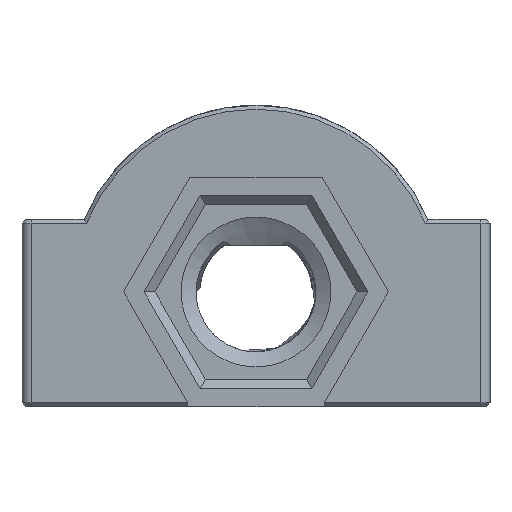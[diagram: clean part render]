
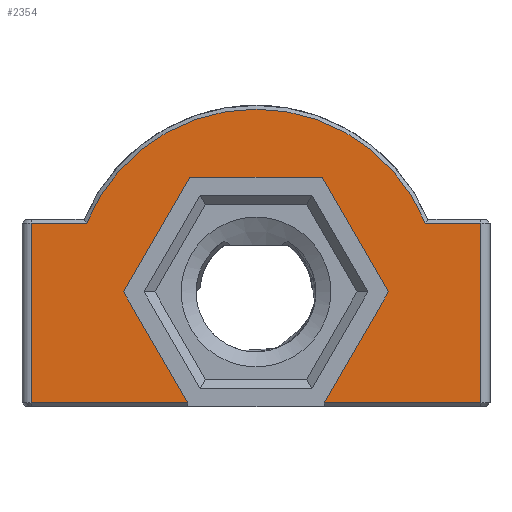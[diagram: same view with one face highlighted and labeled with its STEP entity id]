
A CAD part, front view. The second image highlights one B-rep face of the part: STEP entity #2354.
In plain terms, the highlighted planar face has unit normal (0, -1, 0).
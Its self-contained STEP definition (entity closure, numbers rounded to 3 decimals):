
#130=CIRCLE('',#2540,19.531);
#184=PLANE('',#2557);
#292=FACE_OUTER_BOUND('',#432,.T.);
#432=EDGE_LOOP('',(#1837,#1838,#1839,#1840,#1841,#1842,#1843,#1844,#1845,
#1846,#1847,#1848));
#630=LINE('',#3530,#860);
#641=LINE('',#3580,#871);
#645=LINE('',#3589,#875);
#646=LINE('',#3593,#876);
#647=LINE('',#3595,#877);
#648=LINE('',#3597,#878);
#649=LINE('',#3599,#879);
#650=LINE('',#3601,#880);
#651=LINE('',#3603,#881);
#652=LINE('',#3605,#882);
#653=LINE('',#3606,#883);
#860=VECTOR('',#2893,10.);
#871=VECTOR('',#2942,10.);
#875=VECTOR('',#2950,1.);
#876=VECTOR('',#2955,10.);
#877=VECTOR('',#2956,10.);
#878=VECTOR('',#2957,10.);
#879=VECTOR('',#2958,10.);
#880=VECTOR('',#2959,10.);
#881=VECTOR('',#2960,10.);
#882=VECTOR('',#2961,10.);
#883=VECTOR('',#2962,10.);
#1097=VERTEX_POINT('',#3525);
#1098=VERTEX_POINT('',#3529);
#1101=VERTEX_POINT('',#3545);
#1107=VERTEX_POINT('',#3576);
#1110=VERTEX_POINT('',#3588);
#1111=VERTEX_POINT('',#3592);
#1112=VERTEX_POINT('',#3594);
#1113=VERTEX_POINT('',#3596);
#1114=VERTEX_POINT('',#3598);
#1115=VERTEX_POINT('',#3600);
#1116=VERTEX_POINT('',#3602);
#1117=VERTEX_POINT('',#3604);
#1353=EDGE_CURVE('',#1097,#1098,#630,.T.);
#1359=EDGE_CURVE('',#1098,#1101,#130,.T.);
#1375=EDGE_CURVE('',#1101,#1107,#641,.T.);
#1379=EDGE_CURVE('',#1107,#1110,#645,.T.);
#1381=EDGE_CURVE('',#1111,#1097,#646,.T.);
#1382=EDGE_CURVE('',#1112,#1111,#647,.T.);
#1383=EDGE_CURVE('',#1112,#1113,#648,.T.);
#1384=EDGE_CURVE('',#1113,#1114,#649,.T.);
#1385=EDGE_CURVE('',#1114,#1115,#650,.T.);
#1386=EDGE_CURVE('',#1115,#1116,#651,.T.);
#1387=EDGE_CURVE('',#1116,#1117,#652,.T.);
#1388=EDGE_CURVE('',#1110,#1117,#653,.T.);
#1837=ORIENTED_EDGE('',*,*,#1375,.F.);
#1838=ORIENTED_EDGE('',*,*,#1359,.F.);
#1839=ORIENTED_EDGE('',*,*,#1353,.F.);
#1840=ORIENTED_EDGE('',*,*,#1381,.F.);
#1841=ORIENTED_EDGE('',*,*,#1382,.F.);
#1842=ORIENTED_EDGE('',*,*,#1383,.T.);
#1843=ORIENTED_EDGE('',*,*,#1384,.T.);
#1844=ORIENTED_EDGE('',*,*,#1385,.T.);
#1845=ORIENTED_EDGE('',*,*,#1386,.T.);
#1846=ORIENTED_EDGE('',*,*,#1387,.T.);
#1847=ORIENTED_EDGE('',*,*,#1388,.F.);
#1848=ORIENTED_EDGE('',*,*,#1379,.F.);
#2354=ADVANCED_FACE('',(#292),#184,.T.);
#2540=AXIS2_PLACEMENT_3D('',#3546,#2904,#2905);
#2557=AXIS2_PLACEMENT_3D('',#3591,#2953,#2954);
#2893=DIRECTION('',(1.,0.,0.));
#2904=DIRECTION('center_axis',(0.,1.,0.));
#2905=DIRECTION('ref_axis',(1.,0.,0.));
#2942=DIRECTION('',(1.,0.,0.));
#2950=DIRECTION('',(0.,0.,-1.));
#2953=DIRECTION('center_axis',(0.,-1.,0.));
#2954=DIRECTION('ref_axis',(-1.,0.,0.));
#2955=DIRECTION('',(0.,0.,1.));
#2956=DIRECTION('',(-1.,0.,0.));
#2957=DIRECTION('',(-0.5,0.,0.866));
#2958=DIRECTION('',(0.5,0.,0.866));
#2959=DIRECTION('',(1.,0.,0.));
#2960=DIRECTION('',(0.5,0.,-0.866));
#2961=DIRECTION('',(-0.5,0.,-0.866));
#2962=DIRECTION('',(-1.,0.,0.));
#3525=CARTESIAN_POINT('',(-24.,10.55,19.6));
#3529=CARTESIAN_POINT('',(-18.095,10.55,19.6));
#3530=CARTESIAN_POINT('',(12.5,10.55,19.6));
#3545=CARTESIAN_POINT('',(18.095,10.55,19.6));
#3546=CARTESIAN_POINT('Origin',(0.,10.55,12.25));
#3576=CARTESIAN_POINT('',(24.,10.55,19.6));
#3580=CARTESIAN_POINT('',(12.5,10.55,19.6));
#3588=CARTESIAN_POINT('',(24.,10.55,0.4));
#3589=CARTESIAN_POINT('',(24.,10.55,5.));
#3591=CARTESIAN_POINT('Origin',(0.,10.55,10.));
#3592=CARTESIAN_POINT('',(-24.,10.55,0.4));
#3593=CARTESIAN_POINT('',(-24.,10.55,15.));
#3594=CARTESIAN_POINT('',(-7.303,10.55,0.4));
#3595=CARTESIAN_POINT('',(-12.5,10.55,0.4));
#3596=CARTESIAN_POINT('',(-14.145,10.55,12.25));
#3597=CARTESIAN_POINT('',(-11.89,10.55,8.344));
#3598=CARTESIAN_POINT('',(-7.073,10.55,24.5));
#3599=CARTESIAN_POINT('',(-9.328,10.55,20.594));
#3600=CARTESIAN_POINT('',(7.073,10.55,24.5));
#3601=CARTESIAN_POINT('',(3.536,10.55,24.5));
#3602=CARTESIAN_POINT('',(14.145,10.55,12.25));
#3603=CARTESIAN_POINT('',(12.864,10.55,14.469));
#3604=CARTESIAN_POINT('',(7.303,10.55,0.4));
#3605=CARTESIAN_POINT('',(8.469,10.55,2.419));
#3606=CARTESIAN_POINT('',(-12.5,10.55,0.4));
